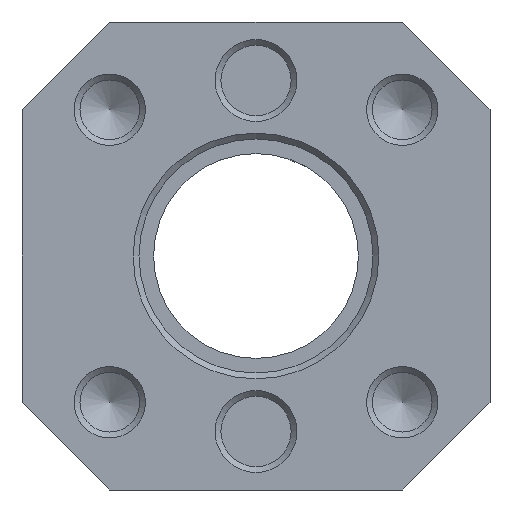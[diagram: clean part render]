
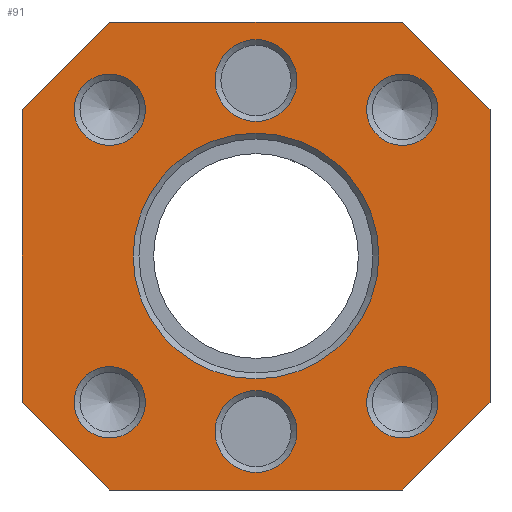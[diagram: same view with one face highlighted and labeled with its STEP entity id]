
A CAD part, front view. The second image highlights one B-rep face of the part: STEP entity #91.
In plain terms, the highlighted planar face has unit normal (0, -1, 0).
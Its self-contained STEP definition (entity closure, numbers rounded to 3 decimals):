
#91 = ADVANCED_FACE( '', ( #366, #367, #368, #369, #370, #371, #372, #373 ), #374, .T. );
#366 = FACE_BOUND( '', #1473, .T. );
#367 = FACE_BOUND( '', #1474, .T. );
#368 = FACE_BOUND( '', #1475, .T. );
#369 = FACE_BOUND( '', #1476, .T. );
#370 = FACE_BOUND( '', #1477, .T. );
#371 = FACE_BOUND( '', #1478, .T. );
#372 = FACE_BOUND( '', #1479, .T. );
#373 = FACE_OUTER_BOUND( '', #1480, .T. );
#374 = PLANE( '', #1481 );
#1473 = EDGE_LOOP( '', ( #2008 ) );
#1474 = EDGE_LOOP( '', ( #2009 ) );
#1475 = EDGE_LOOP( '', ( #2010 ) );
#1476 = EDGE_LOOP( '', ( #2011 ) );
#1477 = EDGE_LOOP( '', ( #2012 ) );
#1478 = EDGE_LOOP( '', ( #2013 ) );
#1479 = EDGE_LOOP( '', ( #2014 ) );
#1480 = EDGE_LOOP( '', ( #2015, #2016, #2017, #2018, #2019, #2020, #2021, #2022 ) );
#1481 = AXIS2_PLACEMENT_3D( '', #2023, #2024, #2025 );
#2008 = ORIENTED_EDGE( '', *, *, #2575, .T. );
#2009 = ORIENTED_EDGE( '', *, *, #2627, .T. );
#2010 = ORIENTED_EDGE( '', *, *, #2628, .T. );
#2011 = ORIENTED_EDGE( '', *, *, #2629, .T. );
#2012 = ORIENTED_EDGE( '', *, *, #2630, .T. );
#2013 = ORIENTED_EDGE( '', *, *, #2631, .T. );
#2014 = ORIENTED_EDGE( '', *, *, #2632, .T. );
#2015 = ORIENTED_EDGE( '', *, *, #2561, .T. );
#2016 = ORIENTED_EDGE( '', *, *, #2626, .T. );
#2017 = ORIENTED_EDGE( '', *, *, #2618, .T. );
#2018 = ORIENTED_EDGE( '', *, *, #2621, .T. );
#2019 = ORIENTED_EDGE( '', *, *, #2633, .T. );
#2020 = ORIENTED_EDGE( '', *, *, #2623, .T. );
#2021 = ORIENTED_EDGE( '', *, *, #2634, .T. );
#2022 = ORIENTED_EDGE( '', *, *, #2635, .T. );
#2023 = CARTESIAN_POINT( '', ( -40., -275.5, -40. ) );
#2024 = DIRECTION( '', ( 0., -1., 0. ) );
#2025 = DIRECTION( '', ( 0., 0., -1. ) );
#2561 = EDGE_CURVE( '', #2790, #2788, #2791, .T. );
#2575 = EDGE_CURVE( '', #2817, #2817, #2818, .F. );
#2618 = EDGE_CURVE( '', #2902, #2903, #2904, .T. );
#2621 = EDGE_CURVE( '', #2903, #2907, #2908, .F. );
#2623 = EDGE_CURVE( '', #2910, #2911, #2912, .F. );
#2626 = EDGE_CURVE( '', #2788, #2902, #2915, .F. );
#2627 = EDGE_CURVE( '', #2916, #2916, #2917, .F. );
#2628 = EDGE_CURVE( '', #2918, #2918, #2919, .F. );
#2629 = EDGE_CURVE( '', #2920, #2920, #2921, .F. );
#2630 = EDGE_CURVE( '', #2922, #2922, #2923, .F. );
#2631 = EDGE_CURVE( '', #2924, #2924, #2925, .F. );
#2632 = EDGE_CURVE( '', #2926, #2926, #2927, .F. );
#2633 = EDGE_CURVE( '', #2907, #2910, #2928, .T. );
#2634 = EDGE_CURVE( '', #2911, #2929, #2930, .T. );
#2635 = EDGE_CURVE( '', #2929, #2790, #2931, .F. );
#2788 = VERTEX_POINT( '', #4207 );
#2790 = VERTEX_POINT( '', #4210 );
#2791 = LINE( '', #4211, #4212 );
#2817 = VERTEX_POINT( '', #4491 );
#2818 = CIRCLE( '', #4492, 21. );
#2902 = VERTEX_POINT( '', #5087 );
#2903 = VERTEX_POINT( '', #5088 );
#2904 = LINE( '', #5089, #5090 );
#2907 = VERTEX_POINT( '', #5095 );
#2908 = LINE( '', #5096, #5097 );
#2910 = VERTEX_POINT( '', #5100 );
#2911 = VERTEX_POINT( '', #5101 );
#2912 = LINE( '', #5102, #5103 );
#2915 = LINE( '', #5108, #5109 );
#2916 = VERTEX_POINT( '', #5110 );
#2917 = CIRCLE( '', #5111, 6.1 );
#2918 = VERTEX_POINT( '', #5112 );
#2919 = CIRCLE( '', #5113, 7. );
#2920 = VERTEX_POINT( '', #5114 );
#2921 = CIRCLE( '', #5115, 6.1 );
#2922 = VERTEX_POINT( '', #5116 );
#2923 = CIRCLE( '', #5117, 6.1 );
#2924 = VERTEX_POINT( '', #5118 );
#2925 = CIRCLE( '', #5119, 7. );
#2926 = VERTEX_POINT( '', #5120 );
#2927 = CIRCLE( '', #5121, 6.1 );
#2928 = LINE( '', #5122, #5123 );
#2929 = VERTEX_POINT( '', #5124 );
#2930 = LINE( '', #5125, #5126 );
#2931 = LINE( '', #5127, #5128 );
#4207 = CARTESIAN_POINT( '', ( -40., -275.5, -25. ) );
#4210 = CARTESIAN_POINT( '', ( -40., -275.5, 25. ) );
#4211 = CARTESIAN_POINT( '', ( -40., -275.5, 40. ) );
#4212 = VECTOR( '', #5306, 1000. );
#4491 = CARTESIAN_POINT( '', ( 0., -275.5, -21. ) );
#4492 = AXIS2_PLACEMENT_3D( '', #5326, #5327, #5328 );
#5087 = CARTESIAN_POINT( '', ( -25., -275.5, -40. ) );
#5088 = CARTESIAN_POINT( '', ( 25., -275.5, -40. ) );
#5089 = CARTESIAN_POINT( '', ( -40., -275.5, -40. ) );
#5090 = VECTOR( '', #5405, 1000. );
#5095 = CARTESIAN_POINT( '', ( 40., -275.5, -25. ) );
#5096 = CARTESIAN_POINT( '', ( -7.5, -275.5, -72.5 ) );
#5097 = VECTOR( '', #5408, 1000. );
#5100 = CARTESIAN_POINT( '', ( 40., -275.5, 25. ) );
#5101 = CARTESIAN_POINT( '', ( 25., -275.5, 40. ) );
#5102 = CARTESIAN_POINT( '', ( 32.5, -275.5, 32.5 ) );
#5103 = VECTOR( '', #5410, 1000. );
#5108 = CARTESIAN_POINT( '', ( -32.5, -275.5, -32.5 ) );
#5109 = VECTOR( '', #5413, 1000. );
#5110 = CARTESIAN_POINT( '', ( -25., -275.5, -31.1 ) );
#5111 = AXIS2_PLACEMENT_3D( '', #5414, #5415, #5416 );
#5112 = CARTESIAN_POINT( '', ( 0., -275.5, -37. ) );
#5113 = AXIS2_PLACEMENT_3D( '', #5417, #5418, #5419 );
#5114 = CARTESIAN_POINT( '', ( 25., -275.5, -31.1 ) );
#5115 = AXIS2_PLACEMENT_3D( '', #5420, #5421, #5422 );
#5116 = CARTESIAN_POINT( '', ( 25., -275.5, 18.9 ) );
#5117 = AXIS2_PLACEMENT_3D( '', #5423, #5424, #5425 );
#5118 = CARTESIAN_POINT( '', ( 0., -275.5, 23. ) );
#5119 = AXIS2_PLACEMENT_3D( '', #5426, #5427, #5428 );
#5120 = CARTESIAN_POINT( '', ( -25., -275.5, 18.9 ) );
#5121 = AXIS2_PLACEMENT_3D( '', #5429, #5430, #5431 );
#5122 = CARTESIAN_POINT( '', ( 40., -275.5, -40. ) );
#5123 = VECTOR( '', #5432, 1000. );
#5124 = CARTESIAN_POINT( '', ( -25., -275.5, 40. ) );
#5125 = CARTESIAN_POINT( '', ( 40., -275.5, 40. ) );
#5126 = VECTOR( '', #5433, 1000. );
#5127 = CARTESIAN_POINT( '', ( -72.5, -275.5, -7.5 ) );
#5128 = VECTOR( '', #5434, 1000. );
#5306 = DIRECTION( '', ( 0., 0., -1. ) );
#5326 = CARTESIAN_POINT( '', ( 0., -275.5, 0. ) );
#5327 = DIRECTION( '', ( 0., -1., 0. ) );
#5328 = DIRECTION( '', ( 0., 0., -1. ) );
#5405 = DIRECTION( '', ( 1., 0., 0. ) );
#5408 = DIRECTION( '', ( -0.707, 0., -0.707 ) );
#5410 = DIRECTION( '', ( 0.707, 0., -0.707 ) );
#5413 = DIRECTION( '', ( -0.707, 0., 0.707 ) );
#5414 = CARTESIAN_POINT( '', ( -25., -275.5, -25. ) );
#5415 = DIRECTION( '', ( 0., -1., 0. ) );
#5416 = DIRECTION( '', ( 0., 0., -1. ) );
#5417 = CARTESIAN_POINT( '', ( 0., -275.5, -30. ) );
#5418 = DIRECTION( '', ( 0., -1., 0. ) );
#5419 = DIRECTION( '', ( 0., 0., -1. ) );
#5420 = CARTESIAN_POINT( '', ( 25., -275.5, -25. ) );
#5421 = DIRECTION( '', ( 0., -1., 0. ) );
#5422 = DIRECTION( '', ( 0., 0., -1. ) );
#5423 = CARTESIAN_POINT( '', ( 25., -275.5, 25. ) );
#5424 = DIRECTION( '', ( 0., -1., 0. ) );
#5425 = DIRECTION( '', ( 0., 0., -1. ) );
#5426 = CARTESIAN_POINT( '', ( 0., -275.5, 30. ) );
#5427 = DIRECTION( '', ( 0., -1., 0. ) );
#5428 = DIRECTION( '', ( 0., 0., -1. ) );
#5429 = CARTESIAN_POINT( '', ( -25., -275.5, 25. ) );
#5430 = DIRECTION( '', ( 0., -1., 0. ) );
#5431 = DIRECTION( '', ( 0., 0., -1. ) );
#5432 = DIRECTION( '', ( 0., 0., 1. ) );
#5433 = DIRECTION( '', ( -1., 0., 0. ) );
#5434 = DIRECTION( '', ( 0.707, 0., 0.707 ) );
